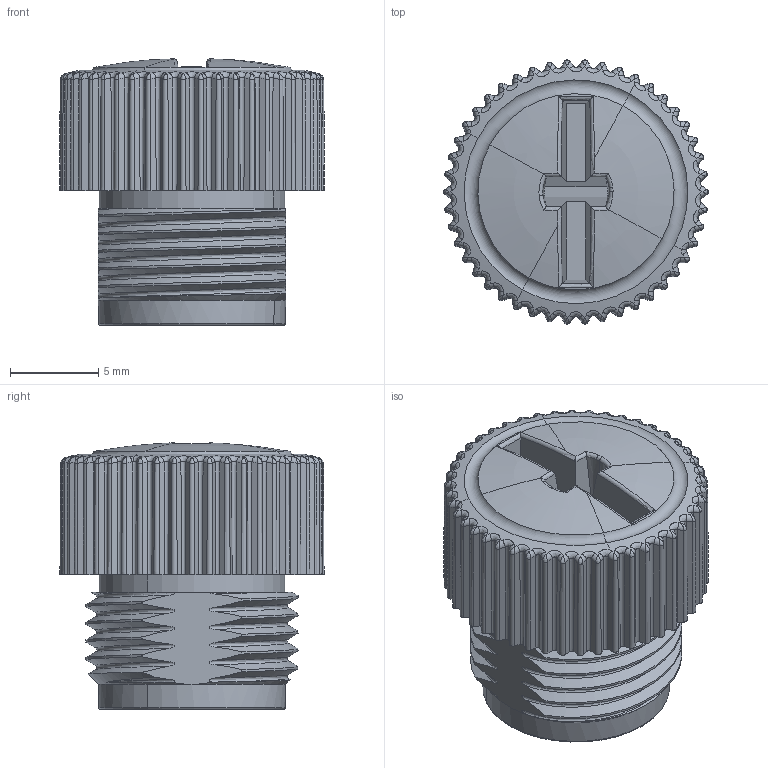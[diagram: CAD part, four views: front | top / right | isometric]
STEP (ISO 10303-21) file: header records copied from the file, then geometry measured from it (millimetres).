
FILE_DESCRIPTION(('CATIA V5 STEP Exchange','CAx-IF Rec.Pracs.--- Model Styling and Organization---1.5--- 2016-08-15','CAx-IF Rec.Pracs.---Supplemental Geometry---1.0---2011-11-01','CAx-IF Rec.Pracs.--- Composite Materials ---1.1---2010-07-15'),'2;1');
FILE_NAME ('030158-2_0', '2025-10-22T06:00:33+00:00', ('none'), ('Weidmueller'), 'CATIA Version 5-6 Release 2024 SP4', 'CATIA V5 STEP AP214 v3', 'none');
FILE_SCHEMA(('AUTOMOTIVE_DESIGN { 1 0 10303 214 1 1 1 1 }'));
Length unit declared in the file: millimetre
Products named in the file (1): 2330260000
Bounding box: 14.97 x 14.94 x 15.06 mm (x, y, z)
Volume: 1190.7 mm3; surface area: 1528.1 mm2
Topology: 1 solids, 1 shells, 512 faces, 1313 edges, 753 vertices
Faces by surface type: bspline 132, torus 122, plane 111, cone 111, cylinder 20, sphere 16
Entity records: 22634 total; most frequent: CARTESIAN_POINT 11868, ORIENTED_EDGE 2518, DIRECTION 1389, EDGE_CURVE 1259, VERTEX_POINT 753, AXIS2_PLACEMENT_3D 697, B_SPLINE_CURVE_WITH_KNOTS 562, EDGE_LOOP 516
